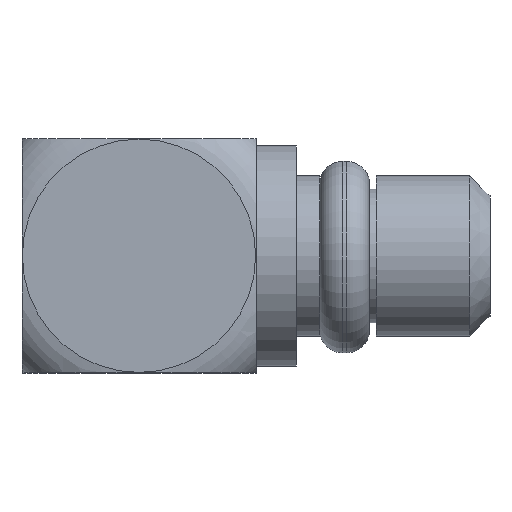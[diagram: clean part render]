
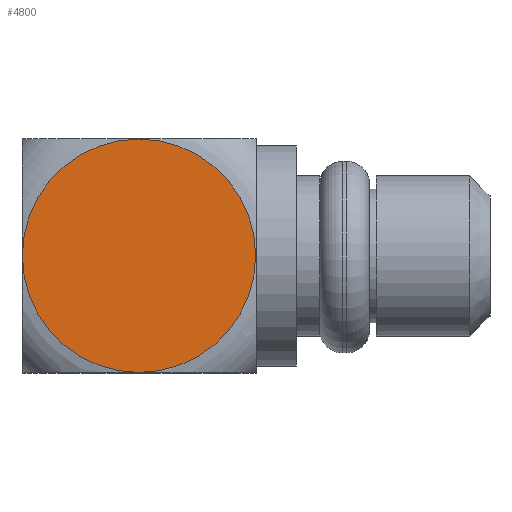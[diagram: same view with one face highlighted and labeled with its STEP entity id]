
A CAD part, top view. The second image highlights one B-rep face of the part: STEP entity #4800.
In plain terms, the highlighted planar face has unit normal (0, 0, 1).
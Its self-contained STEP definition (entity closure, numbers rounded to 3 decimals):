
#916=PLANE('',#5176);
#1083=ORIENTED_EDGE('',*,*,#2498,.F.);
#2498=EDGE_CURVE('',#3208,#3208,#3697,.T.);
#3208=VERTEX_POINT('',#7382);
#3697=CIRCLE('',#5177,1.745);
#3985=EDGE_LOOP('',(#1083));
#4333=FACE_BOUND('',#3985,.T.);
#4800=ADVANCED_FACE('',(#4333),#916,.F.);
#5176=AXIS2_PLACEMENT_3D('',#7380,#5769,#5770);
#5177=AXIS2_PLACEMENT_3D('',#7381,#5771,#5772);
#5769=DIRECTION('',(0.,0.,-1.));
#5770=DIRECTION('',(-1.,0.,0.));
#5771=DIRECTION('',(0.,0.,-1.));
#5772=DIRECTION('',(-1.,0.,0.));
#7380=CARTESIAN_POINT('',(0.,0.,4.));
#7381=CARTESIAN_POINT('',(0.,0.,4.));
#7382=CARTESIAN_POINT('',(-1.745,0.,4.));
